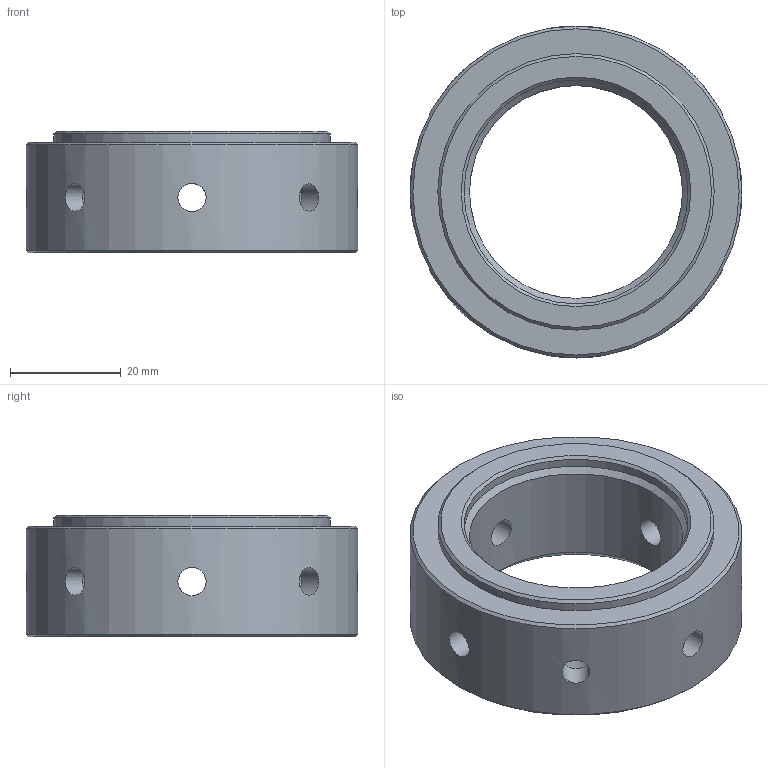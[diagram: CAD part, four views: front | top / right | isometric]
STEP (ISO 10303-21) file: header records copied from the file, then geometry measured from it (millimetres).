
FILE_DESCRIPTION (( 'STEP AP214' ), '1' );
FILE_NAME ('RN40W-Rollco.step', '2023-04-27T09:37:20', ( '' ), ( '' ), 'SwSTEP 2.0', 'SolidWorks 2010', '' );
FILE_SCHEMA (( 'AUTOMOTIVE_DESIGN' ));
Length unit declared in the file: millimetre
Products named in the file (1): RN40W-Rollco
Bounding box: 60 x 60 x 22 mm (x, y, z)
Volume: 32770.1 mm3; surface area: 10749.5 mm2
Topology: 1 solids, 1 shells, 33 faces, 87 edges, 55 vertices
Faces by surface type: cylinder 16, cone 14, plane 3
Full cylindrical faces by diameter (mm): 4.3 x4, 5 x4, 5.1 x4, 38.5 x1, 40.5 x1, 50 x1, 60 x1
Entity records: 1502 total; most frequent: CARTESIAN_POINT 888, DIRECTION 118, EDGE_LOOP 74, ORIENTED_EDGE 74, AXIS2_PLACEMENT_3D 59, FACE_OUTER_BOUND 49, EDGE_CURVE 37, VERTEX_POINT 37
